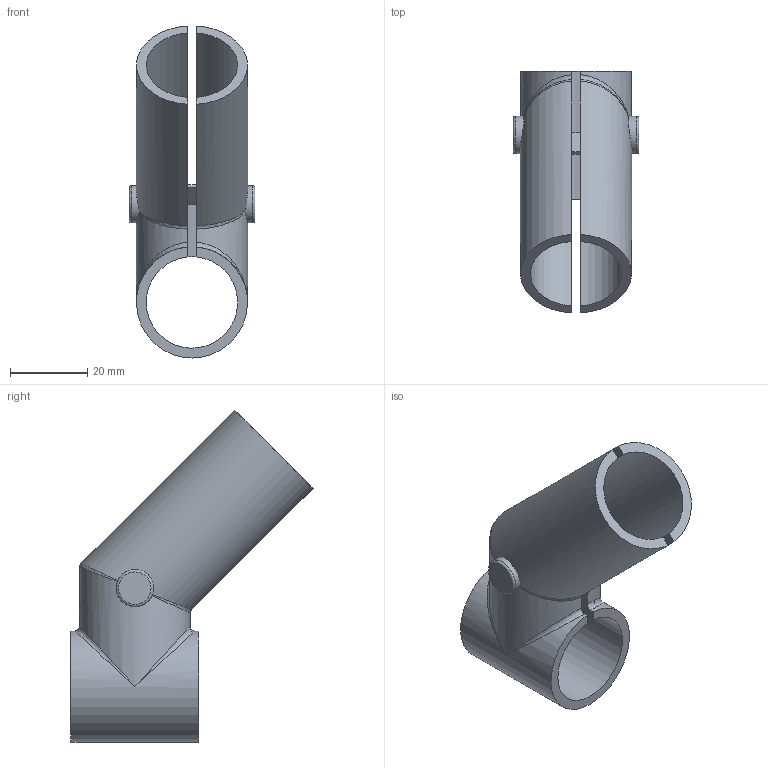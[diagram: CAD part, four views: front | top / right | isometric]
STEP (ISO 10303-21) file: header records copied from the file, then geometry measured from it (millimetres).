
FILE_DESCRIPTION(/* description */ (''),/* implementation_level */ '2;1');
FILE_NAME(/* name */ '45 Degree Maker Pipe Design Connector v4.step',/* time_stamp */ '2019-07-17T21:29:20-04:00',/* author */ (''),/* organization */ (''),/* preprocessor_version */ 'ST-DEVELOPER v18',/* originating_system */ 'Autodesk Translation Framework v8.2.0.1029',/* authorisation */ '');
FILE_SCHEMA (('AUTOMOTIVE_DESIGN { 1 0 10303 214 3 1 1 }'));
Length unit declared in the file: inch
Products named in the file (1): 45 Degree Design Connector
Bounding box: 32.51 x 62.55 x 85.79 mm (x, y, z)
Volume: 27554.1 mm3; surface area: 16170 mm2
Topology: 1 solids, 1 shells, 35 faces, 107 edges, 68 vertices
Faces by surface type: plane 15, cylinder 10, bspline 8, torus 2
Full cylindrical faces by diameter (mm): 9.652 x2, 23.622 x1
Entity records: 1610 total; most frequent: CARTESIAN_POINT 659, ORIENTED_EDGE 206, DIRECTION 179, EDGE_CURVE 103, VERTEX_POINT 68, AXIS2_PLACEMENT_3D 66, LINE 47, VECTOR 47
